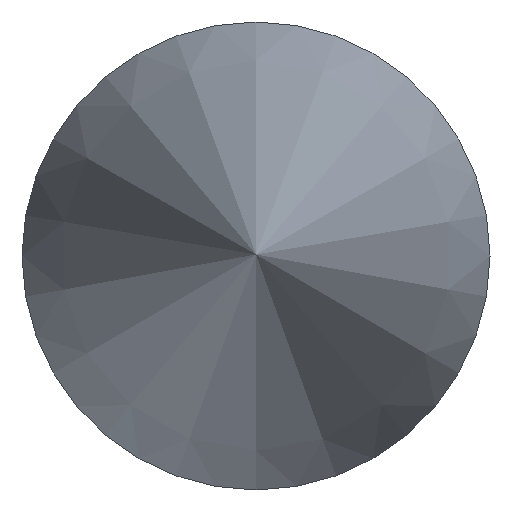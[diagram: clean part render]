
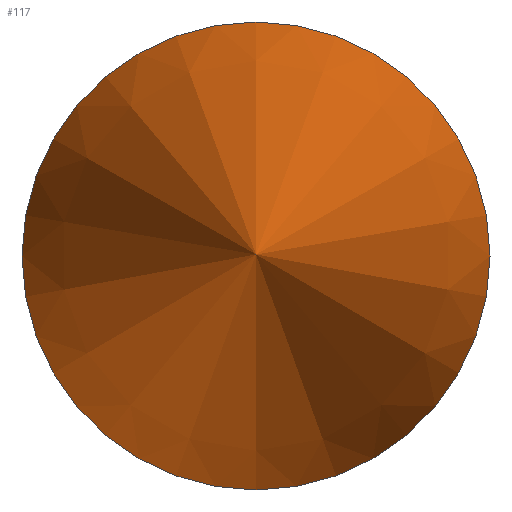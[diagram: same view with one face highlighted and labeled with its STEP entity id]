
A CAD part, top view. The second image highlights one B-rep face of the part: STEP entity #117.
In plain terms, the highlighted conical face has half-angle 15 degrees and reference radius 15.9 mm.
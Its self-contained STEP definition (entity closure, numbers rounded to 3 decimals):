
#76 = EDGE_CURVE('',#77,#77,#79,.T.);
#77 = VERTEX_POINT('',#78);
#78 = CARTESIAN_POINT('',(0.,-15.9,2.3));
#79 = CIRCLE('',#80,15.9);
#80 = AXIS2_PLACEMENT_3D('',#81,#82,#83);
#81 = CARTESIAN_POINT('',(0.,0.,2.3));
#82 = DIRECTION('',(0.,0.,1.));
#83 = DIRECTION('',(0.,-1.,0.));
#117 = ADVANCED_FACE('',(#118),#130,.T.);
#118 = FACE_BOUND('',#119,.T.);
#119 = EDGE_LOOP('',(#120,#121,#129));
#120 = ORIENTED_EDGE('',*,*,#76,.T.);
#121 = ORIENTED_EDGE('',*,*,#122,.T.);
#122 = EDGE_CURVE('',#77,#123,#125,.T.);
#123 = VERTEX_POINT('',#124);
#124 = CARTESIAN_POINT('',(0.,0.,61.64));
#125 = LINE('',#126,#127);
#126 = CARTESIAN_POINT('',(0.,-15.9,2.3));
#127 = VECTOR('',#128,1.);
#128 = DIRECTION('',(0.,0.259,0.966));
#129 = ORIENTED_EDGE('',*,*,#122,.F.);
#130 = CONICAL_SURFACE('',#131,15.9,0.262);
#131 = AXIS2_PLACEMENT_3D('',#132,#133,#134);
#132 = CARTESIAN_POINT('',(0.,0.,2.3));
#133 = DIRECTION('',(0.,0.,-1.));
#134 = DIRECTION('',(0.,-1.,0.));
